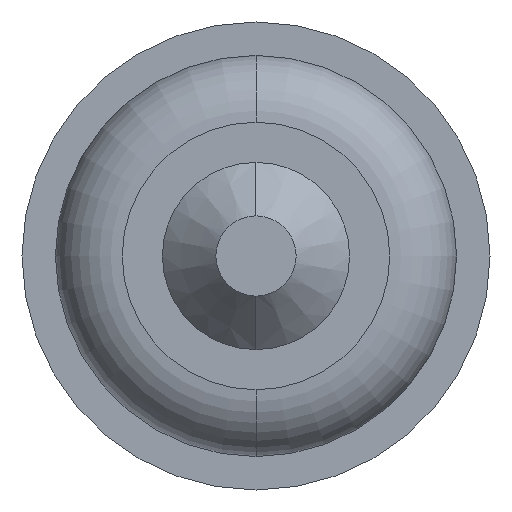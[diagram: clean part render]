
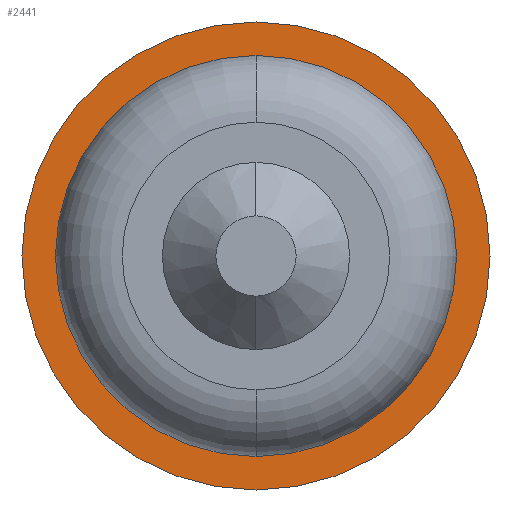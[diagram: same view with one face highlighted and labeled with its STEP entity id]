
A CAD part, front view. The second image highlights one B-rep face of the part: STEP entity #2441.
In plain terms, the highlighted planar face has unit normal (0, -1, 0).
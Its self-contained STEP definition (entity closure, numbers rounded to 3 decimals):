
#35 = ORIENTED_EDGE ( 'NONE', *, *, #2462, .T. ) ;
#84 = AXIS2_PLACEMENT_3D ( 'NONE', #5651, #866, #397 ) ;
#202 = AXIS2_PLACEMENT_3D ( 'NONE', #3222, #3259, #3645 ) ;
#227 = CARTESIAN_POINT ( 'NONE',  ( 0., 17., 0. ) ) ;
#377 = VERTEX_POINT ( 'NONE', #1333 ) ;
#397 = DIRECTION ( 'NONE',  ( 0., 0., -1. ) ) ;
#483 = CIRCLE ( 'NONE', #84, 1.5 ) ;
#674 = DIRECTION ( 'NONE',  ( 0., -1., 0. ) ) ;
#705 = VERTEX_POINT ( 'NONE', #1252 ) ;
#866 = DIRECTION ( 'NONE',  ( 0., -1., 0. ) ) ;
#982 = VERTEX_POINT ( 'NONE', #2950 ) ;
#1101 = DIRECTION ( 'NONE',  ( 0., -1., 0. ) ) ;
#1233 = EDGE_CURVE ( 'Defeature ausgef�hrt1_1+Defeature ausgef�hrt1_2+Defeature ausgef�hrt1_2+Defeature ausgef�hrt1_2', #4504, #705, #4394, .T. ) ;
#1252 = CARTESIAN_POINT ( 'NONE',  ( 0., 17., -1.5 ) ) ;
#1257 = CIRCLE ( 'NONE', #2228, 1.75 ) ;
#1261 = AXIS2_PLACEMENT_3D ( 'NONE', #227, #1101, #2390 ) ;
#1333 = CARTESIAN_POINT ( 'NONE',  ( 0., 17., -1.75 ) ) ;
#1339 = EDGE_LOOP ( 'NONE', ( #5507, #1760 ) ) ;
#1481 = EDGE_LOOP ( 'NONE', ( #3885, #35 ) ) ;
#1511 = DIRECTION ( 'NONE',  ( 0., -1., 0. ) ) ;
#1550 = EDGE_CURVE ( 'Defeature ausgef�hrt1_1+Defeature ausgef�hrt1_2+Defeature ausgef�hrt1_2+Defeature ausgef�hrt1_2', #705, #4504, #483, .T. ) ;
#1689 = EDGE_CURVE ( 'Defeature ausgef�hrt1_2+Defeature ausgef�hrt1_3+Defeature ausgef�hrt1_3+Defeature ausgef�hrt1_3', #377, #982, #4538, .T. ) ;
#1760 = ORIENTED_EDGE ( 'NONE', *, *, #1233, .F. ) ;
#1932 = AXIS2_PLACEMENT_3D ( 'NONE', #5505, #1511, #2003 ) ;
#2003 = DIRECTION ( 'NONE',  ( 0., 0., -1. ) ) ;
#2228 = AXIS2_PLACEMENT_3D ( 'NONE', #4998, #674, #4190 ) ;
#2390 = DIRECTION ( 'NONE',  ( 0., 0., -1. ) ) ;
#2441 = ADVANCED_FACE ( 'Defeature ausgef�hrt1_2', ( #2856, #4898 ), #4100, .T. ) ;
#2462 = EDGE_CURVE ( 'Defeature ausgef�hrt1_2+Defeature ausgef�hrt1_3+Defeature ausgef�hrt1_3+Defeature ausgef�hrt1_3', #982, #377, #1257, .T. ) ;
#2856 = FACE_OUTER_BOUND ( 'NONE', #1481, .T. ) ;
#2916 = CARTESIAN_POINT ( 'NONE',  ( 0., 17., 1.5 ) ) ;
#2950 = CARTESIAN_POINT ( 'NONE',  ( 0., 17., 1.75 ) ) ;
#3222 = CARTESIAN_POINT ( 'NONE',  ( 0., 17., 0. ) ) ;
#3259 = DIRECTION ( 'NONE',  ( 0., -1., 0. ) ) ;
#3645 = DIRECTION ( 'NONE',  ( 0., 0., -1. ) ) ;
#3885 = ORIENTED_EDGE ( 'NONE', *, *, #1689, .T. ) ;
#4100 = PLANE ( 'NONE',  #1932 ) ;
#4190 = DIRECTION ( 'NONE',  ( 0., 0., -1. ) ) ;
#4394 = CIRCLE ( 'NONE', #1261, 1.5 ) ;
#4504 = VERTEX_POINT ( 'NONE', #2916 ) ;
#4538 = CIRCLE ( 'NONE', #202, 1.75 ) ;
#4898 = FACE_BOUND ( 'NONE', #1339, .T. ) ;
#4998 = CARTESIAN_POINT ( 'NONE',  ( 0., 17., 0. ) ) ;
#5505 = CARTESIAN_POINT ( 'NONE',  ( 1.5, 17., 0. ) ) ;
#5507 = ORIENTED_EDGE ( 'NONE', *, *, #1550, .F. ) ;
#5651 = CARTESIAN_POINT ( 'NONE',  ( 0., 17., 0. ) ) ;
